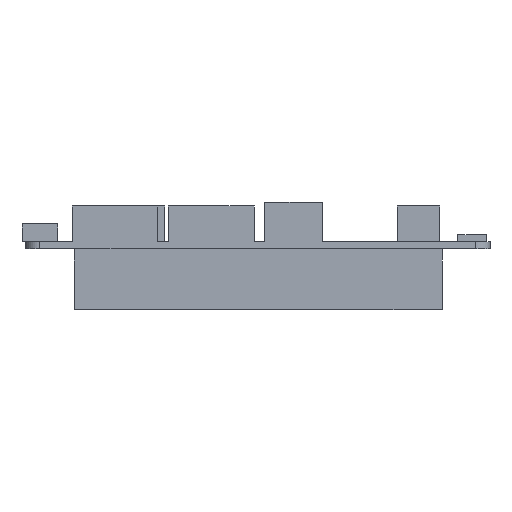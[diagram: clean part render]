
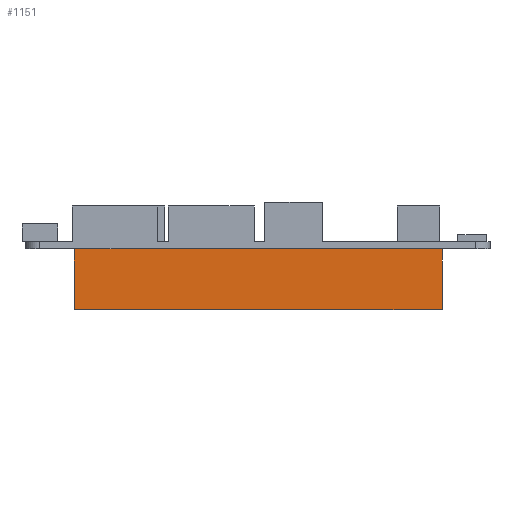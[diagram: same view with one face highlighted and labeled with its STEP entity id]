
A CAD part, front view. The second image highlights one B-rep face of the part: STEP entity #1151.
In plain terms, the highlighted planar face has unit normal (0, -1, 0).
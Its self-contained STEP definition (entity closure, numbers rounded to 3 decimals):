
#80=FACE_OUTER_BOUND('',#150,.T.);
#150=EDGE_LOOP('',(#958,#959,#960,#961));
#239=LINE('',#1687,#375);
#304=LINE('',#1824,#440);
#305=LINE('',#1827,#441);
#306=LINE('',#1828,#442);
#375=VECTOR('',#1358,51.5);
#440=VECTOR('',#1503,8.5);
#441=VECTOR('',#1506,51.5);
#442=VECTOR('',#1507,8.5);
#514=VERTEX_POINT('',#1684);
#515=VERTEX_POINT('',#1686);
#547=VERTEX_POINT('',#1822);
#548=VERTEX_POINT('',#1826);
#627=EDGE_CURVE('',#514,#515,#239,.T.);
#692=EDGE_CURVE('',#547,#514,#304,.T.);
#693=EDGE_CURVE('',#547,#548,#305,.T.);
#694=EDGE_CURVE('',#548,#515,#306,.T.);
#958=ORIENTED_EDGE('',*,*,#627,.F.);
#959=ORIENTED_EDGE('',*,*,#692,.F.);
#960=ORIENTED_EDGE('',*,*,#693,.T.);
#961=ORIENTED_EDGE('',*,*,#694,.T.);
#1052=PLANE('',#1239);
#1151=ADVANCED_FACE('',(#80),#1052,.T.);
#1239=AXIS2_PLACEMENT_3D('',#1825,#1504,#1505);
#1358=DIRECTION('',(1.,0.,0.));
#1503=DIRECTION('',(0.,0.,1.));
#1504=DIRECTION('center_axis',(0.,-1.,0.));
#1505=DIRECTION('ref_axis',(0.,0.,-1.));
#1506=DIRECTION('',(1.,0.,0.));
#1507=DIRECTION('',(0.,0.,1.));
#1684=CARTESIAN_POINT('',(6.8,24.,-1.));
#1686=CARTESIAN_POINT('',(58.3,24.,-1.));
#1687=CARTESIAN_POINT('',(6.8,24.,-1.));
#1822=CARTESIAN_POINT('',(6.8,24.,-9.5));
#1824=CARTESIAN_POINT('',(6.8,24.,-9.5));
#1825=CARTESIAN_POINT('Origin',(32.55,24.,-9.5));
#1826=CARTESIAN_POINT('',(58.3,24.,-9.5));
#1827=CARTESIAN_POINT('',(6.8,24.,-9.5));
#1828=CARTESIAN_POINT('',(58.3,24.,-9.5));
